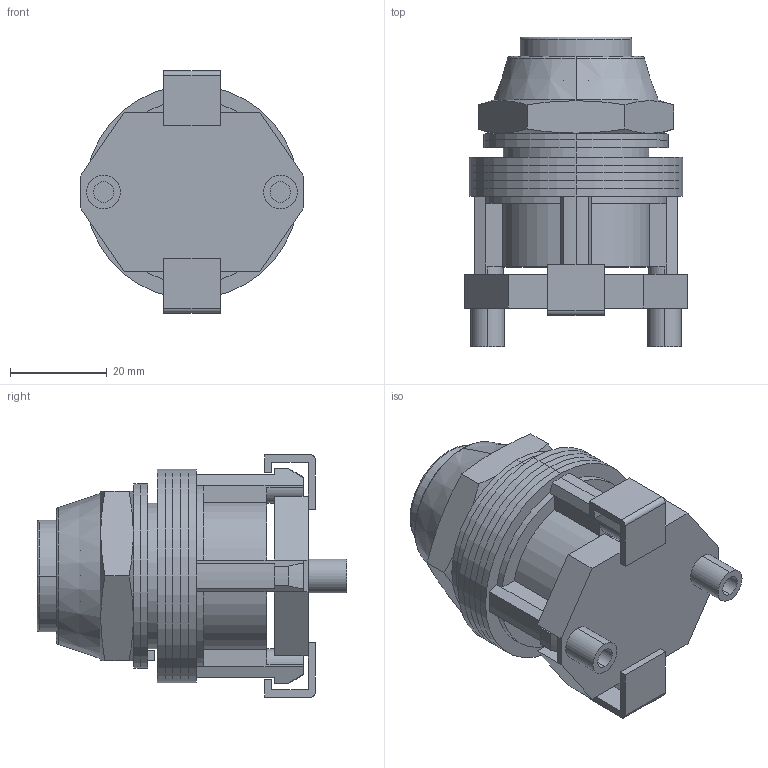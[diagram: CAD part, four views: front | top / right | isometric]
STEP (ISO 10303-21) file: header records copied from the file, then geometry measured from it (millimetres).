
FILE_DESCRIPTION (( 'STEP AP214' ), '1' );
FILE_NAME ('HT8ABG.step', '2018-06-29T15:08:33', ( '' ), ( '' ), 'SwSTEP 2.0', 'SolidWorks 2017', '' );
FILE_SCHEMA (( 'AUTOMOTIVE_DESIGN' ));
Length unit declared in the file: millimetre
Products named in the file (1): HT8ABG
Bounding box: 46 x 63.95 x 50 mm (x, y, z)
Volume: 43097.2 mm3; surface area: 32367.1 mm2
Topology: 11 solids, 11 shells, 213 faces, 513 edges, 334 vertices
Faces by surface type: plane 111, cylinder 85, cone 13, torus 4
Entity records: 6729 total; most frequent: CARTESIAN_POINT 1189, DIRECTION 1111, ORIENTED_EDGE 1026, EDGE_CURVE 513, AXIS2_PLACEMENT_3D 408, VERTEX_POINT 334, LINE 295, VECTOR 295
